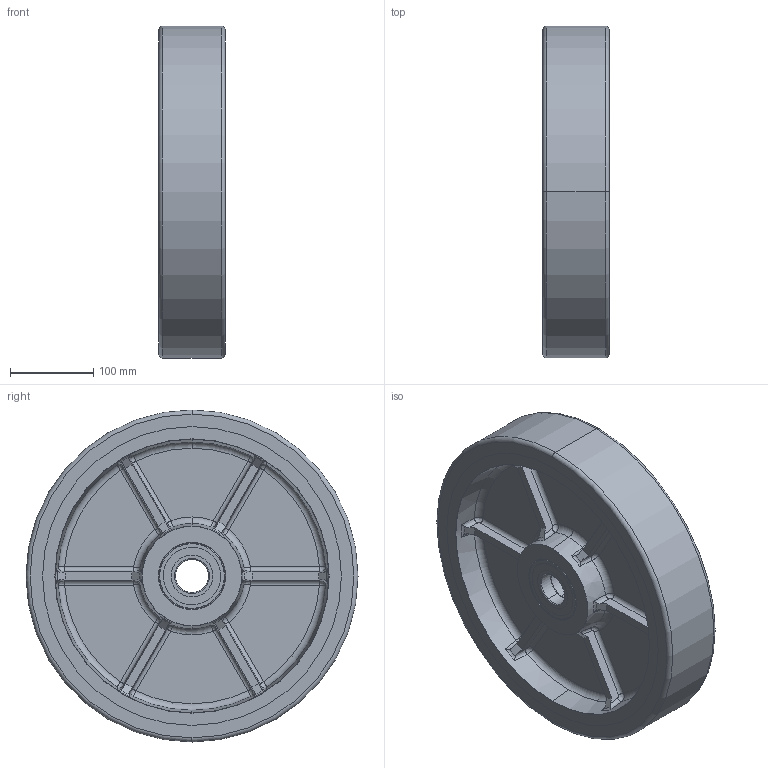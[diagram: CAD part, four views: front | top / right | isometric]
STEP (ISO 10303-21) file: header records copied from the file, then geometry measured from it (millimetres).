
FILE_DESCRIPTION (( 'STEP AP214' ), '1' );
FILE_NAME ('0036649.step', '2022-04-08T06:42:35', ( '' ), ( '' ), 'SwSTEP 2.0', 'SolidWorks 2020', '' );
FILE_SCHEMA (( 'AUTOMOTIVE_DESIGN' ));
Length unit declared in the file: millimetre
Products named in the file (1): 0036649
Bounding box: 80.1 x 400 x 400 mm (x, y, z)
Volume: 5092875.8 mm3; surface area: 723977.2 mm2
Topology: 13 solids, 13 shells, 410 faces, 968 edges, 592 vertices
Faces by surface type: torus 96, cylinder 96, bspline 96, plane 82, cone 40
Entity records: 22432 total; most frequent: CARTESIAN_POINT 8971, ORIENTED_EDGE 1936, DIRECTION 1734, EDGE_CURVE 968, AXIS2_PLACEMENT_3D 787, VERTEX_POINT 592, CIRCLE 472, EDGE_LOOP 444
